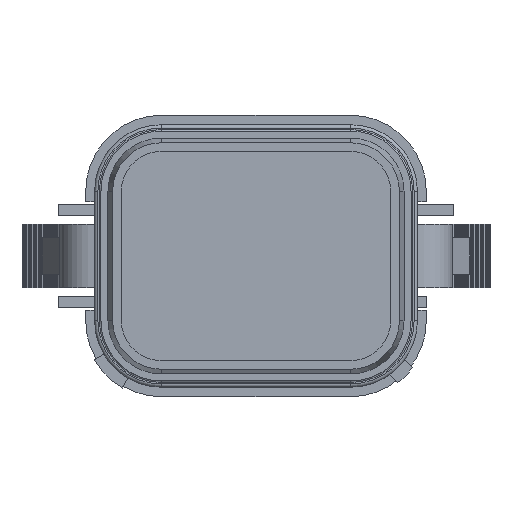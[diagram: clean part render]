
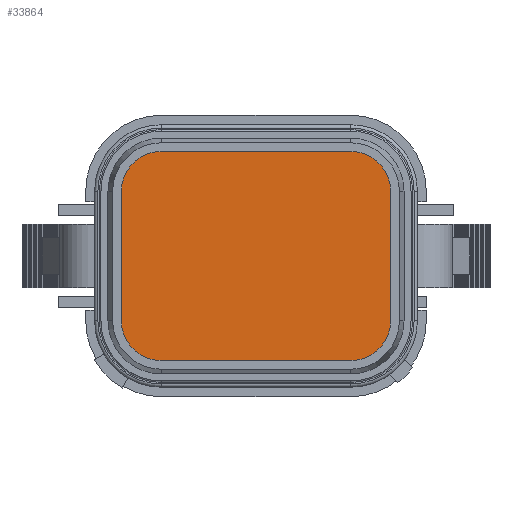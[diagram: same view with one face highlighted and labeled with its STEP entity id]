
A CAD part, front view. The second image highlights one B-rep face of the part: STEP entity #33864.
In plain terms, the highlighted planar face has unit normal (0, -1, 0).
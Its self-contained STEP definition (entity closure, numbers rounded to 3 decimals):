
#9127=DIRECTION('',(1.,0.,0.));
#9128=VECTOR('',#9127,14.9);
#9129=CARTESIAN_POINT('',(-7.45,0.,8.225));
#9130=LINE('',#9129,#9128);
#9131=CARTESIAN_POINT('',(7.45,0.,5.075));
#9132=DIRECTION('',(0.,1.,0.));
#9133=DIRECTION('',(0.,0.,1.));
#9134=AXIS2_PLACEMENT_3D('',#9131,#9132,#9133);
#9136=DIRECTION('',(0.,0.,-1.));
#9137=VECTOR('',#9136,10.15);
#9138=CARTESIAN_POINT('',(10.6,0.,5.075));
#9139=LINE('',#9138,#9137);
#9140=CARTESIAN_POINT('',(7.45,0.,-5.075));
#9141=DIRECTION('',(0.,1.,0.));
#9142=DIRECTION('',(1.,0.,0.));
#9143=AXIS2_PLACEMENT_3D('',#9140,#9141,#9142);
#9145=DIRECTION('',(-1.,0.,0.));
#9146=VECTOR('',#9145,14.9);
#9147=CARTESIAN_POINT('',(7.45,0.,-8.225));
#9148=LINE('',#9147,#9146);
#9149=CARTESIAN_POINT('',(-7.45,0.,-5.075));
#9150=DIRECTION('',(0.,1.,0.));
#9151=DIRECTION('',(0.,0.,-1.));
#9152=AXIS2_PLACEMENT_3D('',#9149,#9150,#9151);
#9154=DIRECTION('',(0.,0.,1.));
#9155=VECTOR('',#9154,10.15);
#9156=CARTESIAN_POINT('',(-10.6,0.,-5.075));
#9157=LINE('',#9156,#9155);
#9158=CARTESIAN_POINT('',(-7.45,0.,5.075));
#9159=DIRECTION('',(0.,1.,0.));
#9160=DIRECTION('',(-1.,0.,0.));
#9161=AXIS2_PLACEMENT_3D('',#9158,#9159,#9160);
#20422=CARTESIAN_POINT('',(-7.45,0.,8.225));
#20423=CARTESIAN_POINT('',(7.45,0.,8.225));
#20424=VERTEX_POINT('',#20422);
#20425=VERTEX_POINT('',#20423);
#20426=CARTESIAN_POINT('',(10.6,0.,5.075));
#20427=VERTEX_POINT('',#20426);
#20428=CARTESIAN_POINT('',(10.6,0.,-5.075));
#20429=VERTEX_POINT('',#20428);
#20430=CARTESIAN_POINT('',(7.45,0.,-8.225));
#20431=VERTEX_POINT('',#20430);
#20432=CARTESIAN_POINT('',(-7.45,0.,-8.225));
#20433=VERTEX_POINT('',#20432);
#20434=CARTESIAN_POINT('',(-10.6,0.,-5.075));
#20435=VERTEX_POINT('',#20434);
#20436=CARTESIAN_POINT('',(-10.6,0.,5.075));
#20437=VERTEX_POINT('',#20436);
#33842=CARTESIAN_POINT('',(0.,0.,0.));
#33843=DIRECTION('',(0.,1.,0.));
#33844=DIRECTION('',(1.,0.,0.));
#33845=AXIS2_PLACEMENT_3D('',#33842,#33843,#33844);
#33846=PLANE('',#33845);
#33848=ORIENTED_EDGE('',*,*,#33847,.T.);
#33850=ORIENTED_EDGE('',*,*,#33849,.T.);
#33852=ORIENTED_EDGE('',*,*,#33851,.T.);
#33854=ORIENTED_EDGE('',*,*,#33853,.T.);
#33856=ORIENTED_EDGE('',*,*,#33855,.T.);
#33858=ORIENTED_EDGE('',*,*,#33857,.T.);
#33860=ORIENTED_EDGE('',*,*,#33859,.T.);
#33861=ORIENTED_EDGE('',*,*,#33832,.T.);
#33862=EDGE_LOOP('',(#33848,#33850,#33852,#33854,#33856,#33858,#33860,#33861));
#33863=FACE_OUTER_BOUND('',#33862,.F.);
#33864=ADVANCED_FACE('',(#33863),#33846,.F.);
#9135=CIRCLE('',#9134,3.15);
#9144=CIRCLE('',#9143,3.15);
#9153=CIRCLE('',#9152,3.15);
#9162=CIRCLE('',#9161,3.15);
#33832=EDGE_CURVE('',#20437,#20424,#9162,.T.);
#33847=EDGE_CURVE('',#20424,#20425,#9130,.T.);
#33849=EDGE_CURVE('',#20425,#20427,#9135,.T.);
#33851=EDGE_CURVE('',#20427,#20429,#9139,.T.);
#33853=EDGE_CURVE('',#20429,#20431,#9144,.T.);
#33855=EDGE_CURVE('',#20431,#20433,#9148,.T.);
#33857=EDGE_CURVE('',#20433,#20435,#9153,.T.);
#33859=EDGE_CURVE('',#20435,#20437,#9157,.T.);
